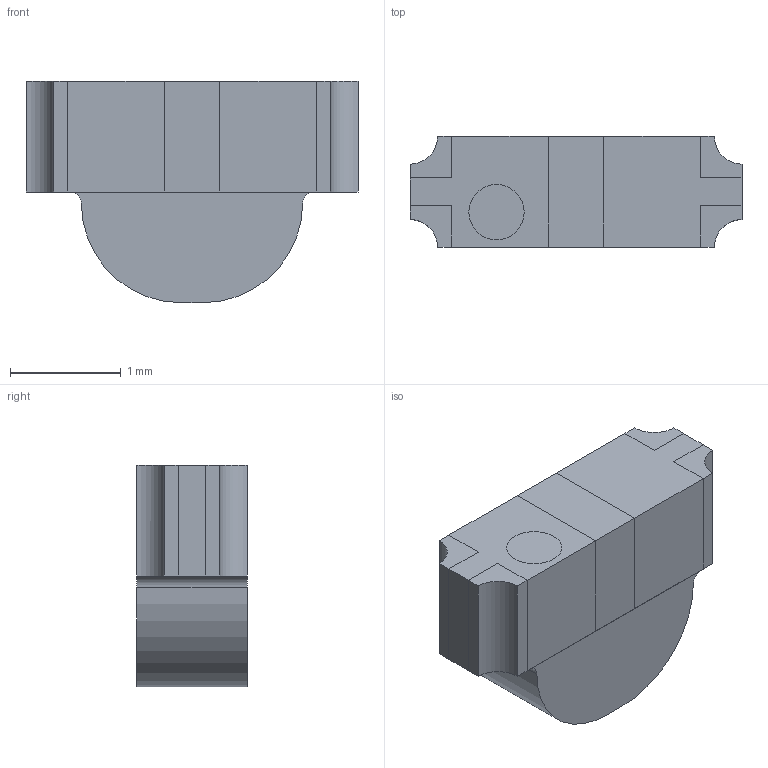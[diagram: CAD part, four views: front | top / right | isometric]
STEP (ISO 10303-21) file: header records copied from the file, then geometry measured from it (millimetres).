
FILE_DESCRIPTION (( 'STEP AP214' ), '1' );
FILE_NAME ('LiteOn LTST-S326.step', '2024-08-18T06:10:52+00:00', 'Stefan Hamminga', '', '', '', '');
FILE_SCHEMA (( 'AUTOMOTIVE_DESIGN' ));
Length unit declared in the file: millimetre
Products named in the file (1): LiteOn LTST-S326
Bounding box: 3 x 1 x 2 mm (x, y, z)
Volume: 4.5 mm3; surface area: 22 mm2
Topology: 2 solids, 2 shells, 41 faces, 94 edges, 58 vertices
Faces by surface type: plane 33, cylinder 8
Entity records: 1291 total; most frequent: DIRECTION 200, CARTESIAN_POINT 194, ORIENTED_EDGE 188, EDGE_CURVE 94, LINE 72, VECTOR 72, AXIS2_PLACEMENT_3D 64, VERTEX_POINT 58
